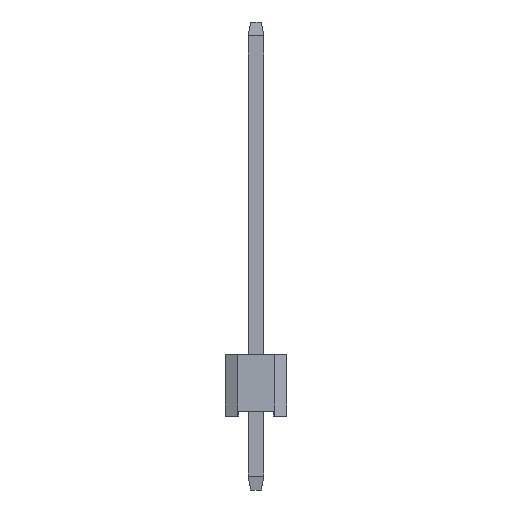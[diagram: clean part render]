
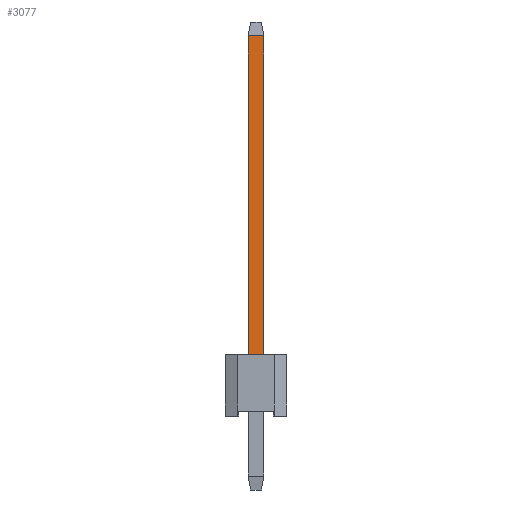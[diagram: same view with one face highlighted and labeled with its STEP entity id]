
A CAD part, left-side view. The second image highlights one B-rep face of the part: STEP entity #3077.
In plain terms, the highlighted planar face has unit normal (-1, 0, 0).
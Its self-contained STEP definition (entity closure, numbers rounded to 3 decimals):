
#1307 = AXIS2_PLACEMENT_3D ( 'NONE', #8408, #4019, #9391 ) ;
#1359 = CARTESIAN_POINT ( 'NONE',  ( -49.85, 0.32, -3. ) ) ;
#1603 = CARTESIAN_POINT ( 'NONE',  ( -49.85, 0.32, 15.433 ) ) ;
#2064 = VECTOR ( 'NONE', #8489, 1000. ) ;
#2122 = EDGE_CURVE ( 'NONE', #9728, #10722, #8005, .T. ) ;
#2167 = PLANE ( 'NONE',  #1307 ) ;
#3077 = ADVANCED_FACE ( 'NONE', ( #5791 ), #2167, .T. ) ;
#3238 = CARTESIAN_POINT ( 'NONE',  ( -49.85, -0.32, 2.5 ) ) ;
#3406 = CARTESIAN_POINT ( 'NONE',  ( -49.85, 0.32, 2.5 ) ) ;
#3491 = CARTESIAN_POINT ( 'NONE',  ( -49.85, -0.32, 2.5 ) ) ;
#4019 = DIRECTION ( 'NONE',  ( -1., 0., 0. ) ) ;
#4259 = VERTEX_POINT ( 'NONE', #8087 ) ;
#4285 = LINE ( 'NONE', #1603, #8856 ) ;
#4995 = VECTOR ( 'NONE', #7282, 1000. ) ;
#5177 = ORIENTED_EDGE ( 'NONE', *, *, #2122, .T. ) ;
#5279 = CARTESIAN_POINT ( 'NONE',  ( -49.85, -0.32, -3. ) ) ;
#5628 = VERTEX_POINT ( 'NONE', #3406 ) ;
#5791 = FACE_OUTER_BOUND ( 'NONE', #10308, .T. ) ;
#6640 = ORIENTED_EDGE ( 'NONE', *, *, #10458, .T. ) ;
#7102 = DIRECTION ( 'NONE',  ( 0., 0., 1. ) ) ;
#7282 = DIRECTION ( 'NONE',  ( 0., -1., 0. ) ) ;
#7458 = CARTESIAN_POINT ( 'NONE',  ( -49.85, -0.32, 15.433 ) ) ;
#7825 = EDGE_CURVE ( 'NONE', #5628, #9728, #11617, .T. ) ;
#8005 = LINE ( 'NONE', #5279, #8486 ) ;
#8087 = CARTESIAN_POINT ( 'NONE',  ( -49.85, 0.32, 15.433 ) ) ;
#8408 = CARTESIAN_POINT ( 'NONE',  ( -49.85, 0., 0. ) ) ;
#8486 = VECTOR ( 'NONE', #7102, 1000. ) ;
#8489 = DIRECTION ( 'NONE',  ( 0., 0., -1. ) ) ;
#8856 = VECTOR ( 'NONE', #10608, 1000. ) ;
#9391 = DIRECTION ( 'NONE',  ( 0., 0., 1. ) ) ;
#9586 = LINE ( 'NONE', #1359, #2064 ) ;
#9728 = VERTEX_POINT ( 'NONE', #3238 ) ;
#10258 = EDGE_CURVE ( 'NONE', #10722, #4259, #4285, .T. ) ;
#10308 = EDGE_LOOP ( 'NONE', ( #11439, #5177, #10444, #6640 ) ) ;
#10444 = ORIENTED_EDGE ( 'NONE', *, *, #10258, .T. ) ;
#10458 = EDGE_CURVE ( 'NONE', #4259, #5628, #9586, .T. ) ;
#10608 = DIRECTION ( 'NONE',  ( 0., 1., 0. ) ) ;
#10722 = VERTEX_POINT ( 'NONE', #7458 ) ;
#11439 = ORIENTED_EDGE ( 'NONE', *, *, #7825, .T. ) ;
#11617 = LINE ( 'NONE', #3491, #4995 ) ;
